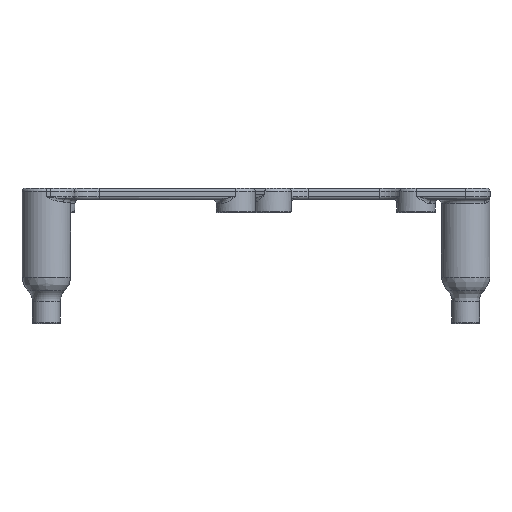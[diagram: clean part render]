
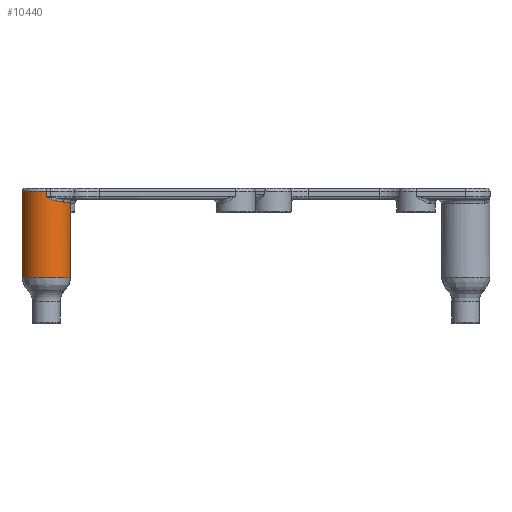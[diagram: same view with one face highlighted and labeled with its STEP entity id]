
A CAD part, left-side view. The second image highlights one B-rep face of the part: STEP entity #10440.
In plain terms, the highlighted cylindrical face has radius 5.4 mm (diameter 10.8 mm), a full revolution.
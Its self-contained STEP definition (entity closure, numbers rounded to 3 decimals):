
#103=CYLINDRICAL_SURFACE('',#11197,5.4);
#920=LINE('',#20389,#1477);
#921=LINE('',#20391,#1478);
#922=LINE('',#20395,#1479);
#1477=VECTOR('',#13141,5.4);
#1478=VECTOR('',#13142,10.);
#1479=VECTOR('',#13145,10.);
#2005=FACE_OUTER_BOUND('',#2691,.T.);
#2691=EDGE_LOOP('',(#8883,#8884,#8885,#8886,#8887,#8888,#8889,#8890,#8891,
#8892,#8893,#8894));
#3347=B_SPLINE_CURVE_WITH_KNOTS('',3,(#20383,#20384,#20385,#20386,#20387,
#20388),.UNSPECIFIED.,.F.,.F.,(4,2,4),(-0.001,0.,0.1),
 .UNSPECIFIED.);
#3348=B_SPLINE_CURVE_WITH_KNOTS('',3,(#20397,#20398,#20399,#20400,#20401,
#20402,#20403,#20404),.UNSPECIFIED.,.F.,.F.,(4,1,1,2,4),(0.,
0.29,0.386,0.483,0.484),
 .UNSPECIFIED.);
#3349=B_SPLINE_CURVE_WITH_KNOTS('',3,(#20408,#20409,#20410,#20411),
 .UNSPECIFIED.,.F.,.F.,(4,4),(0.,0.293),.UNSPECIFIED.);
#3350=B_SPLINE_CURVE_WITH_KNOTS('',3,(#20413,#20414,#20415,#20416,#20417),
 .UNSPECIFIED.,.F.,.F.,(4,1,4),(0.,0.29,0.507),
 .UNSPECIFIED.);
#3351=B_SPLINE_CURVE_WITH_KNOTS('',3,(#20418,#20419,#20420,#20421,#20422,
#20423),.UNSPECIFIED.,.F.,.F.,(4,1,1,4),(0.,0.117,0.176,
0.411),.UNSPECIFIED.);
#3742=CIRCLE('',#11193,5.4);
#3746=CIRCLE('',#11198,5.4);
#3747=CIRCLE('',#11199,5.4);
#4787=VERTEX_POINT('',#20373);
#4790=VERTEX_POINT('',#20381);
#4791=VERTEX_POINT('',#20382);
#4792=VERTEX_POINT('',#20390);
#4793=VERTEX_POINT('',#20392);
#4794=VERTEX_POINT('',#20394);
#4795=VERTEX_POINT('',#20396);
#4796=VERTEX_POINT('',#20405);
#4797=VERTEX_POINT('',#20407);
#4798=VERTEX_POINT('',#20412);
#6182=EDGE_CURVE('',#4787,#4787,#3742,.T.);
#6186=EDGE_CURVE('',#4790,#4791,#3347,.T.);
#6187=EDGE_CURVE('',#4790,#4787,#920,.T.);
#6188=EDGE_CURVE('',#4790,#4792,#921,.T.);
#6189=EDGE_CURVE('',#4793,#4792,#3746,.T.);
#6190=EDGE_CURVE('',#4794,#4793,#922,.T.);
#6191=EDGE_CURVE('',#4795,#4794,#3348,.T.);
#6192=EDGE_CURVE('',#4796,#4795,#3747,.T.);
#6193=EDGE_CURVE('',#4797,#4796,#3349,.T.);
#6194=EDGE_CURVE('',#4798,#4797,#3350,.T.);
#6195=EDGE_CURVE('',#4791,#4798,#3351,.T.);
#8883=ORIENTED_EDGE('',*,*,#6186,.F.);
#8884=ORIENTED_EDGE('',*,*,#6187,.T.);
#8885=ORIENTED_EDGE('',*,*,#6182,.F.);
#8886=ORIENTED_EDGE('',*,*,#6187,.F.);
#8887=ORIENTED_EDGE('',*,*,#6188,.T.);
#8888=ORIENTED_EDGE('',*,*,#6189,.F.);
#8889=ORIENTED_EDGE('',*,*,#6190,.F.);
#8890=ORIENTED_EDGE('',*,*,#6191,.F.);
#8891=ORIENTED_EDGE('',*,*,#6192,.F.);
#8892=ORIENTED_EDGE('',*,*,#6193,.F.);
#8893=ORIENTED_EDGE('',*,*,#6194,.F.);
#8894=ORIENTED_EDGE('',*,*,#6195,.F.);
#10440=ADVANCED_FACE('',(#2005),#103,.T.);
#11193=AXIS2_PLACEMENT_3D('',#20374,#13131,#13132);
#11197=AXIS2_PLACEMENT_3D('',#20380,#13139,#13140);
#11198=AXIS2_PLACEMENT_3D('',#20393,#13143,#13144);
#11199=AXIS2_PLACEMENT_3D('',#20406,#13146,#13147);
#13131=DIRECTION('center_axis',(0.,0.,-1.));
#13132=DIRECTION('ref_axis',(1.,0.,0.));
#13139=DIRECTION('center_axis',(0.,0.,1.));
#13140=DIRECTION('ref_axis',(1.,0.,0.));
#13141=DIRECTION('',(0.,0.,-1.));
#13142=DIRECTION('',(0.,0.,1.));
#13143=DIRECTION('center_axis',(0.,0.,1.));
#13144=DIRECTION('ref_axis',(-0.707,0.707,0.));
#13145=DIRECTION('',(0.,0.,1.));
#13146=DIRECTION('center_axis',(0.,0.,1.));
#13147=DIRECTION('ref_axis',(0.81,-0.586,0.));
#20373=CARTESIAN_POINT('',(-0.4,98.,10.291));
#20374=CARTESIAN_POINT('Origin',(5.,98.,10.291));
#20380=CARTESIAN_POINT('Origin',(5.,98.,8.));
#20381=CARTESIAN_POINT('',(-0.4,98.,28.2));
#20382=CARTESIAN_POINT('',(-0.346,97.236,27.758));
#20383=CARTESIAN_POINT('Ctrl Pts',(-0.4,98.,28.2));
#20384=CARTESIAN_POINT('Ctrl Pts',(-0.4,97.998,28.199));
#20385=CARTESIAN_POINT('Ctrl Pts',(-0.4,97.995,
28.197));
#20386=CARTESIAN_POINT('Ctrl Pts',(-0.4,97.74,
28.049));
#20387=CARTESIAN_POINT('Ctrl Pts',(-0.382,97.487,
27.901));
#20388=CARTESIAN_POINT('Ctrl Pts',(-0.346,97.236,27.758));
#20389=CARTESIAN_POINT('',(-0.4,98.,8.));
#20390=CARTESIAN_POINT('',(-0.4,98.,29.4));
#20391=CARTESIAN_POINT('',(-0.4,98.,27.6));
#20392=CARTESIAN_POINT('',(5.,103.4,29.4));
#20393=CARTESIAN_POINT('Origin',(5.,98.,29.4));
#20394=CARTESIAN_POINT('',(5.,103.4,28.2));
#20395=CARTESIAN_POINT('',(5.,103.4,27.6));
#20396=CARTESIAN_POINT('',(8.543,102.075,26.64));
#20397=CARTESIAN_POINT('Ctrl Pts',(8.543,102.075,26.64));
#20398=CARTESIAN_POINT('Ctrl Pts',(7.924,102.613,26.64));
#20399=CARTESIAN_POINT('Ctrl Pts',(6.959,103.113,27.094));
#20400=CARTESIAN_POINT('Ctrl Pts',(5.747,103.364,27.761));
#20401=CARTESIAN_POINT('Ctrl Pts',(5.252,103.4,28.053));
#20402=CARTESIAN_POINT('Ctrl Pts',(5.005,103.4,28.197));
#20403=CARTESIAN_POINT('Ctrl Pts',(5.002,103.4,28.199));
#20404=CARTESIAN_POINT('Ctrl Pts',(5.,103.4,28.2));
#20405=CARTESIAN_POINT('',(7.395,93.16,26.64));
#20406=CARTESIAN_POINT('Origin',(5.,98.,26.64));
#20407=CARTESIAN_POINT('',(5.,92.6,26.786));
#20408=CARTESIAN_POINT('Ctrl Pts',(5.,92.6,26.786));
#20409=CARTESIAN_POINT('Ctrl Pts',(5.829,92.6,26.786));
#20410=CARTESIAN_POINT('Ctrl Pts',(6.653,92.793,26.64));
#20411=CARTESIAN_POINT('Ctrl Pts',(7.395,93.16,26.64));
#20412=CARTESIAN_POINT('',(1.137,94.226,26.976));
#20413=CARTESIAN_POINT('Ctrl Pts',(1.137,94.226,26.976));
#20414=CARTESIAN_POINT('Ctrl Pts',(1.709,93.642,26.891));
#20415=CARTESIAN_POINT('Ctrl Pts',(2.948,92.848,26.808));
#20416=CARTESIAN_POINT('Ctrl Pts',(4.385,92.6,26.786));
#20417=CARTESIAN_POINT('Ctrl Pts',(5.,92.6,26.786));
#20418=CARTESIAN_POINT('Ctrl Pts',(-0.346,97.236,
27.758));
#20419=CARTESIAN_POINT('Ctrl Pts',(-0.303,96.939,
27.589));
#20420=CARTESIAN_POINT('Ctrl Pts',(-0.195,96.467,27.432));
#20421=CARTESIAN_POINT('Ctrl Pts',(0.209,95.401,27.155));
#20422=CARTESIAN_POINT('Ctrl Pts',(0.675,94.7,27.045));
#20423=CARTESIAN_POINT('Ctrl Pts',(1.137,94.226,26.976));
